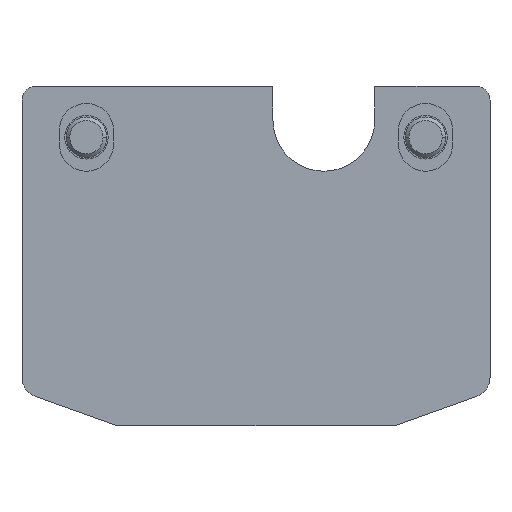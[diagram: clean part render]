
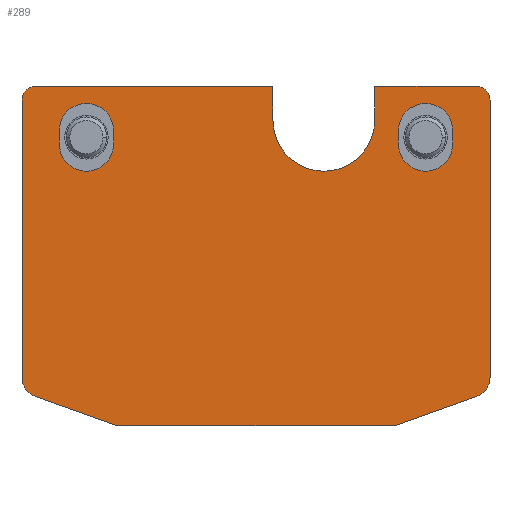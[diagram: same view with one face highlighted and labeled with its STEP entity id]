
A CAD part, left-side view. The second image highlights one B-rep face of the part: STEP entity #289.
In plain terms, the highlighted planar face has unit normal (-1, 0, 0).
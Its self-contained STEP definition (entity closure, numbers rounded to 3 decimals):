
#289=ADVANCED_FACE('',(#569,#570,#571),#572,.F.);
#569=FACE_OUTER_BOUND('',#859,.T.);
#570=FACE_BOUND('',#860,.T.);
#571=FACE_BOUND('',#861,.T.);
#572=PLANE('',#862);
#859=EDGE_LOOP('',(#1502,#1503,#1504,#1505,#1506,#1507,#1508,#1509,#1510,#1511,#1512,#1513,#1514,#1515,#1516));
#860=EDGE_LOOP('',(#1517,#1518,#1519,#1520,#1521,#1522));
#861=EDGE_LOOP('',(#1523,#1524,#1525,#1526,#1527,#1528));
#862=AXIS2_PLACEMENT_3D('',#1529,#1530,#1531);
#1502=ORIENTED_EDGE('',*,*,#1814,.T.);
#1503=ORIENTED_EDGE('',*,*,#1648,.T.);
#1504=ORIENTED_EDGE('',*,*,#1806,.T.);
#1505=ORIENTED_EDGE('',*,*,#1812,.T.);
#1506=ORIENTED_EDGE('',*,*,#1830,.F.);
#1507=ORIENTED_EDGE('',*,*,#1737,.F.);
#1508=ORIENTED_EDGE('',*,*,#1641,.F.);
#1509=ORIENTED_EDGE('',*,*,#1857,.F.);
#1510=ORIENTED_EDGE('',*,*,#1691,.F.);
#1511=ORIENTED_EDGE('',*,*,#1828,.F.);
#1512=ORIENTED_EDGE('',*,*,#1870,.F.);
#1513=ORIENTED_EDGE('',*,*,#1871,.F.);
#1514=ORIENTED_EDGE('',*,*,#1872,.F.);
#1515=ORIENTED_EDGE('',*,*,#1671,.F.);
#1516=ORIENTED_EDGE('',*,*,#1783,.F.);
#1517=ORIENTED_EDGE('',*,*,#1772,.T.);
#1518=ORIENTED_EDGE('',*,*,#1843,.T.);
#1519=ORIENTED_EDGE('',*,*,#1785,.T.);
#1520=ORIENTED_EDGE('',*,*,#1720,.T.);
#1521=ORIENTED_EDGE('',*,*,#1687,.T.);
#1522=ORIENTED_EDGE('',*,*,#1816,.T.);
#1523=ORIENTED_EDGE('',*,*,#1617,.T.);
#1524=ORIENTED_EDGE('',*,*,#1682,.T.);
#1525=ORIENTED_EDGE('',*,*,#1718,.T.);
#1526=ORIENTED_EDGE('',*,*,#1803,.T.);
#1527=ORIENTED_EDGE('',*,*,#1852,.T.);
#1528=ORIENTED_EDGE('',*,*,#1791,.T.);
#1529=CARTESIAN_POINT('',(0.,-25.0,-16.464));
#1530=DIRECTION('',(1.0,0.0,0.));
#1531=DIRECTION('',(0.,0.0,-1.0));
#1617=EDGE_CURVE('',#1900,#1897,#1901,.T.);
#1641=EDGE_CURVE('',#1940,#1942,#1943,.T.);
#1648=EDGE_CURVE('',#1953,#1950,#1954,.T.);
#1671=EDGE_CURVE('',#1989,#1991,#1992,.T.);
#1682=EDGE_CURVE('',#1897,#2005,#2007,.T.);
#1687=EDGE_CURVE('',#2010,#2014,#2016,.T.);
#1691=EDGE_CURVE('',#2021,#2023,#2024,.T.);
#1718=EDGE_CURVE('',#2005,#2063,#2065,.T.);
#1720=EDGE_CURVE('',#2067,#2010,#2068,.T.);
#1737=EDGE_CURVE('',#1942,#2095,#2096,.T.);
#1772=EDGE_CURVE('',#2150,#2148,#2151,.T.);
#1783=EDGE_CURVE('',#2163,#1989,#2165,.T.);
#1785=EDGE_CURVE('',#2167,#2067,#2168,.T.);
#1791=EDGE_CURVE('',#2174,#1900,#2175,.T.);
#1803=EDGE_CURVE('',#2063,#2191,#2193,.T.);
#1806=EDGE_CURVE('',#1950,#2195,#2197,.T.);
#1812=EDGE_CURVE('',#2195,#2203,#2205,.T.);
#1814=EDGE_CURVE('',#2163,#1953,#2207,.T.);
#1816=EDGE_CURVE('',#2014,#2150,#2209,.T.);
#1828=EDGE_CURVE('',#2222,#2021,#2224,.T.);
#1830=EDGE_CURVE('',#2095,#2203,#2226,.T.);
#1843=EDGE_CURVE('',#2148,#2167,#2239,.T.);
#1852=EDGE_CURVE('',#2191,#2174,#2248,.T.);
#1857=EDGE_CURVE('',#2023,#1940,#2253,.T.);
#1870=EDGE_CURVE('',#2266,#2222,#2267,.T.);
#1871=EDGE_CURVE('',#2268,#2266,#2269,.T.);
#1872=EDGE_CURVE('',#1991,#2268,#2270,.T.);
#1897=VERTEX_POINT('',#2320);
#1900=VERTEX_POINT('',#2324);
#1901=CIRCLE('',#2325,4.0);
#1940=VERTEX_POINT('',#2403);
#1942=VERTEX_POINT('',#2406);
#1943=LINE('',#2407,#2408);
#1950=VERTEX_POINT('',#2428);
#1953=VERTEX_POINT('',#2432);
#1954=CIRCLE('',#2433,7.5);
#1989=VERTEX_POINT('',#2510);
#1991=VERTEX_POINT('',#2513);
#1992=CIRCLE('',#2514,2.0);
#2005=VERTEX_POINT('',#2561);
#2007=CIRCLE('',#2564,4.0);
#2010=VERTEX_POINT('',#2567);
#2014=VERTEX_POINT('',#2572);
#2016=CIRCLE('',#2575,4.0);
#2021=VERTEX_POINT('',#2581);
#2023=VERTEX_POINT('',#2584);
#2024=LINE('',#2585,#2586);
#2063=VERTEX_POINT('',#2679);
#2065=LINE('',#2682,#2683);
#2067=VERTEX_POINT('',#2685);
#2068=CIRCLE('',#2686,4.0);
#2095=VERTEX_POINT('',#2729);
#2096=CIRCLE('',#2730,2.0);
#2148=VERTEX_POINT('',#2809);
#2150=VERTEX_POINT('',#2812);
#2151=CIRCLE('',#2813,4.0);
#2163=VERTEX_POINT('',#2850);
#2165=LINE('',#2853,#2854);
#2167=VERTEX_POINT('',#2856);
#2168=LINE('',#2857,#2858);
#2174=VERTEX_POINT('',#2867);
#2175=LINE('',#2868,#2869);
#2191=VERTEX_POINT('',#2899);
#2193=CIRCLE('',#2902,4.0);
#2195=VERTEX_POINT('',#2904);
#2197=CIRCLE('',#2907,7.5);
#2203=VERTEX_POINT('',#2914);
#2205=LINE('',#2917,#2918);
#2207=LINE('',#2920,#2921);
#2209=LINE('',#2923,#2924);
#2222=VERTEX_POINT('',#2961);
#2224=LINE('',#2964,#2965);
#2226=LINE('',#2967,#2968);
#2239=CIRCLE('',#2983,4.0);
#2248=CIRCLE('',#3003,4.0);
#2253=CIRCLE('',#3008,3.0);
#2266=VERTEX_POINT('',#3021);
#2267=LINE('',#3022,#3023);
#2268=VERTEX_POINT('',#3024);
#2269=CIRCLE('',#3025,3.0);
#2270=LINE('',#3026,#3027);
#2320=CARTESIAN_POINT('',(0.,-50.0,-5.0));
#2324=CARTESIAN_POINT('',(0.,-54.0,-1.0));
#2325=AXIS2_PLACEMENT_3D('',#3046,#3047,#3048);
#2403=CARTESIAN_POINT('',(0.,9.5,-35.386));
#2406=CARTESIAN_POINT('',(0.,9.5,5.5));
#2407=CARTESIAN_POINT('',(0.,9.5,-35.386));
#2408=VECTOR('',#3083,1.0);
#2428=CARTESIAN_POINT('',(0.,-35.0,-5.0));
#2432=CARTESIAN_POINT('',(0.,-42.5,2.5));
#2433=AXIS2_PLACEMENT_3D('',#3087,#3088,#3089);
#2510=CARTESIAN_POINT('',(0.0,-57.5,7.5));
#2513=CARTESIAN_POINT('',(0.,-59.5,5.5));
#2514=AXIS2_PLACEMENT_3D('',#3115,#3116,#3117);
#2561=CARTESIAN_POINT('',(0.,-46.0,-1.0));
#2564=AXIS2_PLACEMENT_3D('',#3126,#3127,#3128);
#2567=CARTESIAN_POINT('',(0.,0.,5.0));
#2572=CARTESIAN_POINT('',(0.,-4.0,1.0));
#2575=AXIS2_PLACEMENT_3D('',#3134,#3135,#3136);
#2581=CARTESIAN_POINT('',(0.,-4.5,-42.5));
#2584=CARTESIAN_POINT('',(0.,7.509,-38.211));
#2585=CARTESIAN_POINT('',(0.,-4.5,-42.5));
#2586=VECTOR('',#3139,1.0);
#2679=CARTESIAN_POINT('',(0.,-46.0,1.0));
#2682=CARTESIAN_POINT('',(0.,-46.0,-8.232));
#2683=VECTOR('',#3166,1.0);
#2685=CARTESIAN_POINT('',(0.,4.0,1.0));
#2686=AXIS2_PLACEMENT_3D('',#3167,#3168,#3169);
#2729=CARTESIAN_POINT('',(0.0,7.5,7.5));
#2730=AXIS2_PLACEMENT_3D('',#3193,#3194,#3195);
#2809=CARTESIAN_POINT('',(0.,0.,-5.0));
#2812=CARTESIAN_POINT('',(0.,-4.0,-1.0));
#2813=AXIS2_PLACEMENT_3D('',#3246,#3247,#3248);
#2850=CARTESIAN_POINT('',(0.,-42.5,7.5));
#2853=CARTESIAN_POINT('',(0.0,7.5,7.5));
#2854=VECTOR('',#3256,1.0);
#2856=CARTESIAN_POINT('',(0.,4.0,-1.0));
#2857=CARTESIAN_POINT('',(0.,4.0,-8.232));
#2858=VECTOR('',#3257,1.0);
#2867=CARTESIAN_POINT('',(0.,-54.0,1.0));
#2868=CARTESIAN_POINT('',(0.,-54.0,-8.232));
#2869=VECTOR('',#3261,1.0);
#2899=CARTESIAN_POINT('',(0.,-50.0,5.0));
#2902=AXIS2_PLACEMENT_3D('',#3275,#3276,#3277);
#2904=CARTESIAN_POINT('',(0.,-27.5,2.5));
#2907=AXIS2_PLACEMENT_3D('',#3279,#3280,#3281);
#2914=CARTESIAN_POINT('',(0.,-27.5,7.5));
#2917=CARTESIAN_POINT('',(0.,-27.5,-4.482));
#2918=VECTOR('',#3287,1.0);
#2920=CARTESIAN_POINT('',(0.,-42.5,-4.482));
#2921=VECTOR('',#3288,1.0);
#2923=CARTESIAN_POINT('',(0.,-4.0,-8.232));
#2924=VECTOR('',#3289,1.0);
#2961=CARTESIAN_POINT('',(0.,-45.5,-42.5));
#2964=CARTESIAN_POINT('',(0.,-45.5,-42.5));
#2965=VECTOR('',#3299,1.0);
#2967=CARTESIAN_POINT('',(0.0,7.5,7.5));
#2968=VECTOR('',#3300,1.0);
#2983=AXIS2_PLACEMENT_3D('',#3315,#3316,#3317);
#3003=AXIS2_PLACEMENT_3D('',#3327,#3328,#3329);
#3008=AXIS2_PLACEMENT_3D('',#3333,#3334,#3335);
#3021=CARTESIAN_POINT('',(0.,-57.509,-38.211));
#3022=CARTESIAN_POINT('',(0.,-57.509,-38.211));
#3023=VECTOR('',#3345,1.0);
#3024=CARTESIAN_POINT('',(0.,-59.5,-35.386));
#3025=AXIS2_PLACEMENT_3D('',#3346,#3347,#3348);
#3026=CARTESIAN_POINT('',(0.,-59.5,5.5));
#3027=VECTOR('',#3349,1.0);
#3046=CARTESIAN_POINT('',(0.,-50.0,-1.0));
#3047=DIRECTION('',(1.0,0.0,0.));
#3048=DIRECTION('',(0.,0.,1.0));
#3083=DIRECTION('',(0.,0.0,1.0));
#3087=CARTESIAN_POINT('',(0.,-35.0,2.5));
#3088=DIRECTION('',(1.0,0.0,0.));
#3089=DIRECTION('',(0.,0.,1.0));
#3115=CARTESIAN_POINT('',(0.,-57.5,5.5));
#3116=DIRECTION('',(1.0,0.0,0.));
#3117=DIRECTION('',(0.,0.0,-1.0));
#3126=CARTESIAN_POINT('',(0.,-50.0,-1.0));
#3127=DIRECTION('',(1.0,0.0,0.));
#3128=DIRECTION('',(0.,0.,1.0));
#3134=CARTESIAN_POINT('',(0.,0.,1.0));
#3135=DIRECTION('',(1.0,0.0,0.));
#3136=DIRECTION('',(0.,0.,1.0));
#3139=DIRECTION('',(0.,0.942,0.336));
#3166=DIRECTION('',(0.,0.,1.0));
#3167=CARTESIAN_POINT('',(0.,0.,1.0));
#3168=DIRECTION('',(1.0,0.0,0.));
#3169=DIRECTION('',(0.,0.,1.0));
#3193=CARTESIAN_POINT('',(0.,7.5,5.5));
#3194=DIRECTION('',(1.0,0.0,0.));
#3195=DIRECTION('',(0.,0.0,-1.0));
#3246=CARTESIAN_POINT('',(0.,0.,-1.0));
#3247=DIRECTION('',(1.0,0.0,0.));
#3248=DIRECTION('',(0.,0.,1.0));
#3256=DIRECTION('',(0.0,-1.0,0.0));
#3257=DIRECTION('',(0.,0.,1.0));
#3261=DIRECTION('',(0.,0.,-1.0));
#3275=CARTESIAN_POINT('',(0.,-50.0,1.0));
#3276=DIRECTION('',(1.0,0.0,0.));
#3277=DIRECTION('',(0.,0.,1.0));
#3279=CARTESIAN_POINT('',(0.,-35.0,2.5));
#3280=DIRECTION('',(1.0,0.0,0.));
#3281=DIRECTION('',(0.,0.,1.0));
#3287=DIRECTION('',(0.,0.,1.0));
#3288=DIRECTION('',(0.,0.,-1.0));
#3289=DIRECTION('',(0.,0.,-1.0));
#3299=DIRECTION('',(0.0,1.0,0.0));
#3300=DIRECTION('',(0.0,-1.0,0.0));
#3315=CARTESIAN_POINT('',(0.,0.,-1.0));
#3316=DIRECTION('',(1.0,0.0,0.));
#3317=DIRECTION('',(0.,0.,1.0));
#3327=CARTESIAN_POINT('',(0.,-50.0,1.0));
#3328=DIRECTION('',(1.0,0.0,0.));
#3329=DIRECTION('',(0.,0.,1.0));
#3333=CARTESIAN_POINT('',(0.,6.5,-35.386));
#3334=DIRECTION('',(1.0,0.0,0.));
#3335=DIRECTION('',(0.,0.0,-1.0));
#3345=DIRECTION('',(0.,0.942,-0.336));
#3346=CARTESIAN_POINT('',(0.,-56.5,-35.386));
#3347=DIRECTION('',(1.0,0.0,0.));
#3348=DIRECTION('',(0.,0.0,-1.0));
#3349=DIRECTION('',(0.,0.0,-1.0));
